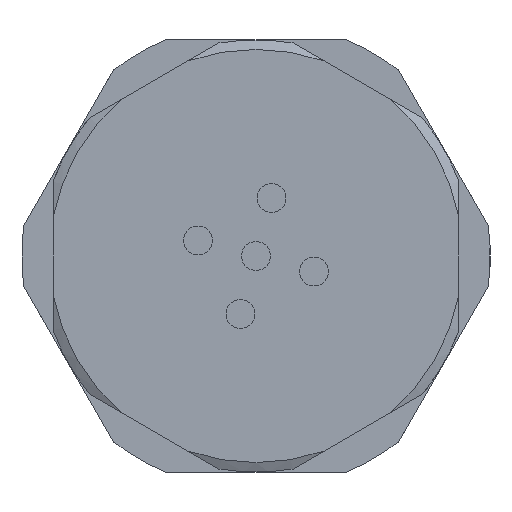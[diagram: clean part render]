
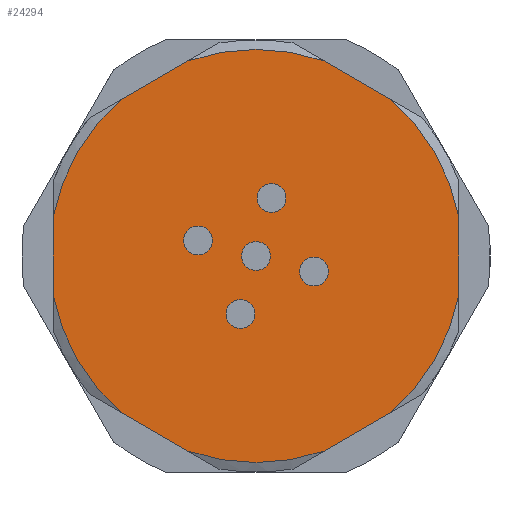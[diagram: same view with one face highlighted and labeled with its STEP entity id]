
A CAD part, front view. The second image highlights one B-rep face of the part: STEP entity #24294.
In plain terms, the highlighted planar face has unit normal (0, -1, 0).
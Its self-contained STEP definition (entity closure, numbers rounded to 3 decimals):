
#5971=DIRECTION('',(-0.866,0.,0.5));
#5972=VECTOR('',#5971,3.198);
#5973=CARTESIAN_POINT('',(5.61,-10.017,6.518));
#5974=LINE('',#5973,#5972);
#6005=CARTESIAN_POINT('',(0.,-10.017,0.));
#6006=DIRECTION('',(0.,-1.,0.));
#6007=DIRECTION('',(-0.652,0.,0.758));
#6008=AXIS2_PLACEMENT_3D('',#6005,#6006,#6007);
#6010=CARTESIAN_POINT('',(0.,-10.017,0.));
#6011=DIRECTION('',(0.,-1.,0.));
#6012=DIRECTION('',(0.652,0.,-0.758));
#6013=AXIS2_PLACEMENT_3D('',#6010,#6011,#6012);
#6020=CARTESIAN_POINT('',(0.,-10.017,0.));
#6021=DIRECTION('',(0.,1.,0.));
#6022=DIRECTION('',(0.33,0.,-0.944));
#6023=AXIS2_PLACEMENT_3D('',#6020,#6021,#6022);
#6025=DIRECTION('',(-0.866,0.,0.5));
#6026=VECTOR('',#6025,3.198);
#6027=CARTESIAN_POINT('',(-2.84,-10.017,
-8.118));
#6028=LINE('',#6027,#6026);
#6029=CARTESIAN_POINT('',(0.,-10.017,0.));
#6030=DIRECTION('',(0.,1.,0.));
#6031=DIRECTION('',(-0.652,0.,-0.758));
#6032=AXIS2_PLACEMENT_3D('',#6029,#6030,#6031);
#6034=DIRECTION('',(0.,0.,1.));
#6035=VECTOR('',#6034,3.198);
#6036=CARTESIAN_POINT('',(-8.45,-10.017,-1.599));
#6037=LINE('',#6036,#6035);
#6038=CARTESIAN_POINT('',(0.,-10.017,0.));
#6039=DIRECTION('',(0.,1.,0.));
#6040=DIRECTION('',(-0.33,0.,0.944));
#6041=AXIS2_PLACEMENT_3D('',#6038,#6039,#6040);
#6043=CARTESIAN_POINT('',(0.,-10.017,0.));
#6044=DIRECTION('',(0.,1.,0.));
#6045=DIRECTION('',(0.652,0.,0.758));
#6046=AXIS2_PLACEMENT_3D('',#6043,#6044,#6045);
#6048=CARTESIAN_POINT('',(-0.647,-10.017,
-2.415));
#6049=DIRECTION('',(0.,-1.,0.));
#6050=DIRECTION('',(1.,0.,0.));
#6051=AXIS2_PLACEMENT_3D('',#6048,#6049,#6050);
#6057=CARTESIAN_POINT('',(-0.647,-10.017,
-2.415));
#6058=DIRECTION('',(0.,-1.,0.));
#6059=DIRECTION('',(-1.,0.,0.));
#6060=AXIS2_PLACEMENT_3D('',#6057,#6058,#6059);
#6116=CARTESIAN_POINT('',(0.647,-10.017,
2.415));
#6117=DIRECTION('',(0.,-1.,0.));
#6118=DIRECTION('',(1.,0.,0.));
#6119=AXIS2_PLACEMENT_3D('',#6116,#6117,#6118);
#6125=CARTESIAN_POINT('',(0.647,-10.017,
2.415));
#6126=DIRECTION('',(0.,-1.,0.));
#6127=DIRECTION('',(-1.,0.,0.));
#6128=AXIS2_PLACEMENT_3D('',#6125,#6126,#6127);
#6134=CARTESIAN_POINT('',(2.415,-10.017,
-0.647));
#6135=DIRECTION('',(0.,-1.,0.));
#6136=DIRECTION('',(1.,0.,0.));
#6137=AXIS2_PLACEMENT_3D('',#6134,#6135,#6136);
#6143=CARTESIAN_POINT('',(2.415,-10.017,
-0.647));
#6144=DIRECTION('',(0.,-1.,0.));
#6145=DIRECTION('',(-1.,0.,0.));
#6146=AXIS2_PLACEMENT_3D('',#6143,#6144,#6145);
#6152=CARTESIAN_POINT('',(0.,-10.017,0.));
#6153=DIRECTION('',(0.,-1.,0.));
#6154=DIRECTION('',(1.,0.,0.));
#6155=AXIS2_PLACEMENT_3D('',#6152,#6153,#6154);
#6161=CARTESIAN_POINT('',(0.,-10.017,0.));
#6162=DIRECTION('',(0.,-1.,0.));
#6163=DIRECTION('',(-1.,0.,0.));
#6164=AXIS2_PLACEMENT_3D('',#6161,#6162,#6163);
#6170=CARTESIAN_POINT('',(-2.415,-10.017,
0.647));
#6171=DIRECTION('',(0.,-1.,0.));
#6172=DIRECTION('',(1.,0.,0.));
#6173=AXIS2_PLACEMENT_3D('',#6170,#6171,#6172);
#6179=CARTESIAN_POINT('',(-2.415,-10.017,
0.647));
#6180=DIRECTION('',(0.,-1.,0.));
#6181=DIRECTION('',(-1.,0.,0.));
#6182=AXIS2_PLACEMENT_3D('',#6179,#6180,#6181);
#6195=DIRECTION('',(0.866,0.,0.5));
#6196=VECTOR('',#6195,3.198);
#6197=CARTESIAN_POINT('',(2.84,-10.017,
-8.118));
#6198=LINE('',#6197,#6196);
#6204=CARTESIAN_POINT('',(5.61,-10.017,
-6.518));
#6276=DIRECTION('',(-0.866,0.,-0.5));
#6277=VECTOR('',#6276,3.198);
#6278=CARTESIAN_POINT('',(-2.84,-10.017,
8.118));
#6279=LINE('',#6278,#6277);
#6285=CARTESIAN_POINT('',(-5.61,-10.017,
6.518));
#6291=CARTESIAN_POINT('',(-8.45,-10.017,1.599));
#6351=CARTESIAN_POINT('',(8.45,-10.017,-1.599));
#6358=DIRECTION('',(0.,0.,1.));
#6359=VECTOR('',#6358,3.198);
#6360=CARTESIAN_POINT('',(8.45,-10.017,-1.599));
#6361=LINE('',#6360,#6359);
#7612=CARTESIAN_POINT('',(2.84,-10.017,
-8.118));
#7613=CARTESIAN_POINT('',(-2.84,-10.017,
-8.118));
#7614=VERTEX_POINT('',#7612);
#7615=VERTEX_POINT('',#7613);
#7616=CARTESIAN_POINT('',(-5.61,-10.017,
-6.518));
#7617=CARTESIAN_POINT('',(-8.45,-10.017,-1.599));
#7618=VERTEX_POINT('',#7616);
#7619=VERTEX_POINT('',#7617);
#7620=CARTESIAN_POINT('',(-2.84,-10.017,
8.118));
#7621=CARTESIAN_POINT('',(2.84,-10.017,8.118));
#7622=VERTEX_POINT('',#7620);
#7623=VERTEX_POINT('',#7621);
#7624=CARTESIAN_POINT('',(5.61,-10.017,6.518));
#7625=CARTESIAN_POINT('',(8.45,-10.017,1.599));
#7626=VERTEX_POINT('',#7624);
#7627=VERTEX_POINT('',#7625);
#7633=VERTEX_POINT('',#6285);
#7634=VERTEX_POINT('',#6351);
#7637=VERTEX_POINT('',#6204);
#7638=VERTEX_POINT('',#6291);
#7693=CARTESIAN_POINT('',(1.247,-10.017,2.415));
#7694=CARTESIAN_POINT('',(0.047,-10.017,
2.415));
#7695=VERTEX_POINT('',#7693);
#7696=VERTEX_POINT('',#7694);
#7697=CARTESIAN_POINT('',(3.015,-10.017,
-0.647));
#7698=CARTESIAN_POINT('',(1.815,-10.017,
-0.647));
#7699=VERTEX_POINT('',#7697);
#7700=VERTEX_POINT('',#7698);
#7701=CARTESIAN_POINT('',(0.6,-10.017,0.));
#7702=CARTESIAN_POINT('',(-0.6,-10.017,0.));
#7703=VERTEX_POINT('',#7701);
#7704=VERTEX_POINT('',#7702);
#7705=CARTESIAN_POINT('',(-1.815,-10.017,
0.647));
#7706=CARTESIAN_POINT('',(-3.015,-10.017,
0.647));
#7707=VERTEX_POINT('',#7705);
#7708=VERTEX_POINT('',#7706);
#7709=CARTESIAN_POINT('',(-0.047,-10.017,
-2.415));
#7710=CARTESIAN_POINT('',(-1.247,-10.017,
-2.415));
#7711=VERTEX_POINT('',#7709);
#7712=VERTEX_POINT('',#7710);
#24240=CARTESIAN_POINT('',(-3.875,-10.017,6.712));
#24241=DIRECTION('',(0.,-1.,0.));
#24242=DIRECTION('',(-0.5,0.,0.866));
#24243=AXIS2_PLACEMENT_3D('',#24240,#24241,#24242);
#24244=PLANE('',#24243);
#24245=ORIENTED_EDGE('',*,*,#24229,.F.);
#24247=ORIENTED_EDGE('',*,*,#24246,.F.);
#24248=ORIENTED_EDGE('',*,*,#24217,.T.);
#24250=ORIENTED_EDGE('',*,*,#24249,.T.);
#24251=ORIENTED_EDGE('',*,*,#24201,.T.);
#24253=ORIENTED_EDGE('',*,*,#24252,.T.);
#24254=ORIENTED_EDGE('',*,*,#24185,.F.);
#24256=ORIENTED_EDGE('',*,*,#24255,.F.);
#24257=ORIENTED_EDGE('',*,*,#24152,.T.);
#24258=ORIENTED_EDGE('',*,*,#24126,.F.);
#24259=ORIENTED_EDGE('',*,*,#24170,.T.);
#24261=ORIENTED_EDGE('',*,*,#24260,.F.);
#24262=EDGE_LOOP('',(#24245,#24247,#24248,#24250,#24251,#24253,#24254,#24256,
#24257,#24258,#24259,#24261));
#24263=FACE_OUTER_BOUND('',#24262,.F.);
#24265=ORIENTED_EDGE('',*,*,#24264,.T.);
#24267=ORIENTED_EDGE('',*,*,#24266,.T.);
#24268=EDGE_LOOP('',(#24265,#24267));
#24269=FACE_BOUND('',#24268,.F.);
#24271=ORIENTED_EDGE('',*,*,#24270,.T.);
#24273=ORIENTED_EDGE('',*,*,#24272,.T.);
#24274=EDGE_LOOP('',(#24271,#24273));
#24275=FACE_BOUND('',#24274,.F.);
#24277=ORIENTED_EDGE('',*,*,#24276,.T.);
#24279=ORIENTED_EDGE('',*,*,#24278,.T.);
#24280=EDGE_LOOP('',(#24277,#24279));
#24281=FACE_BOUND('',#24280,.F.);
#24283=ORIENTED_EDGE('',*,*,#24282,.T.);
#24285=ORIENTED_EDGE('',*,*,#24284,.T.);
#24286=EDGE_LOOP('',(#24283,#24285));
#24287=FACE_BOUND('',#24286,.F.);
#24289=ORIENTED_EDGE('',*,*,#24288,.T.);
#24291=ORIENTED_EDGE('',*,*,#24290,.T.);
#24292=EDGE_LOOP('',(#24289,#24291));
#24293=FACE_BOUND('',#24292,.F.);
#24294=ADVANCED_FACE('',(#24263,#24269,#24275,#24281,#24287,#24293),#24244,.T.);
#6009=CIRCLE('',#6008,8.6);
#6014=CIRCLE('',#6013,8.6);
#6024=CIRCLE('',#6023,8.6);
#6033=CIRCLE('',#6032,8.6);
#6042=CIRCLE('',#6041,8.6);
#6047=CIRCLE('',#6046,8.6);
#6052=CIRCLE('',#6051,0.6);
#6061=CIRCLE('',#6060,0.6);
#6120=CIRCLE('',#6119,0.6);
#6129=CIRCLE('',#6128,0.6);
#6138=CIRCLE('',#6137,0.6);
#6147=CIRCLE('',#6146,0.6);
#6156=CIRCLE('',#6155,0.6);
#6165=CIRCLE('',#6164,0.6);
#6174=CIRCLE('',#6173,0.6);
#6183=CIRCLE('',#6182,0.6);
#24126=EDGE_CURVE('',#7626,#7623,#5974,.T.);
#24152=EDGE_CURVE('',#7622,#7623,#6042,.T.);
#24170=EDGE_CURVE('',#7626,#7627,#6047,.T.);
#24185=EDGE_CURVE('',#7633,#7638,#6009,.T.);
#24201=EDGE_CURVE('',#7618,#7619,#6033,.T.);
#24217=EDGE_CURVE('',#7614,#7615,#6024,.T.);
#24229=EDGE_CURVE('',#7637,#7634,#6014,.T.);
#24246=EDGE_CURVE('',#7614,#7637,#6198,.T.);
#24249=EDGE_CURVE('',#7615,#7618,#6028,.T.);
#24252=EDGE_CURVE('',#7619,#7638,#6037,.T.);
#24255=EDGE_CURVE('',#7622,#7633,#6279,.T.);
#24260=EDGE_CURVE('',#7634,#7627,#6361,.T.);
#24264=EDGE_CURVE('',#7707,#7708,#6174,.T.);
#24266=EDGE_CURVE('',#7708,#7707,#6183,.T.);
#24270=EDGE_CURVE('',#7703,#7704,#6156,.T.);
#24272=EDGE_CURVE('',#7704,#7703,#6165,.T.);
#24276=EDGE_CURVE('',#7699,#7700,#6138,.T.);
#24278=EDGE_CURVE('',#7700,#7699,#6147,.T.);
#24282=EDGE_CURVE('',#7695,#7696,#6120,.T.);
#24284=EDGE_CURVE('',#7696,#7695,#6129,.T.);
#24288=EDGE_CURVE('',#7711,#7712,#6052,.T.);
#24290=EDGE_CURVE('',#7712,#7711,#6061,.T.);
